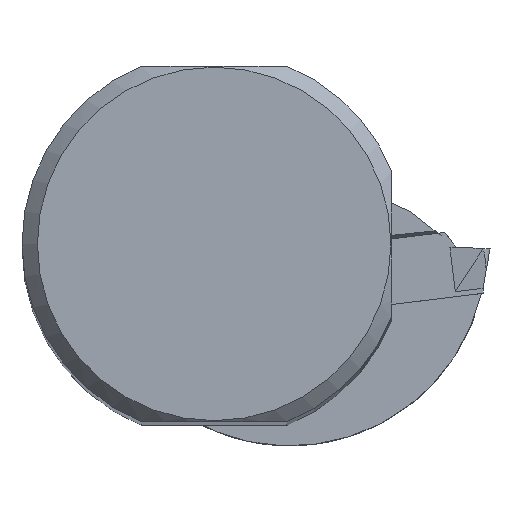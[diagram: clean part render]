
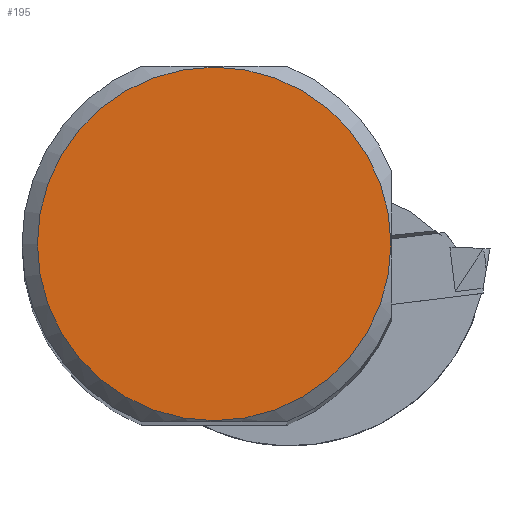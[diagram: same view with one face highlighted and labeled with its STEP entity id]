
A CAD part, top view. The second image highlights one B-rep face of the part: STEP entity #195.
In plain terms, the highlighted planar face has unit normal (0, 0, 1).
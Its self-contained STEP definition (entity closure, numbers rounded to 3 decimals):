
#124=PLANE('',#1432);
#195=ADVANCED_FACE('',(#278),#124,.F.);
#278=FACE_OUTER_BOUND('',#348,.T.);
#348=EDGE_LOOP('',(#708));
#379=CIRCLE('',#1431,18.39);
#708=ORIENTED_EDGE('',*,*,#1027,.T.);
#853=VERTEX_POINT('',#2159);
#1027=EDGE_CURVE('',#853,#853,#379,.T.);
#1431=AXIS2_PLACEMENT_3D('',#2158,#1770,#1771);
#1432=AXIS2_PLACEMENT_3D('',#2160,#1772,#1773);
#1770=DIRECTION('',(0.,0.,1.));
#1771=DIRECTION('',(0.,-1.,0.));
#1772=DIRECTION('',(0.,0.,-1.));
#1773=DIRECTION('',(0.,-1.,0.));
#2158=CARTESIAN_POINT('',(0.,0.,214.));
#2159=CARTESIAN_POINT('',(0.,-18.39,214.));
#2160=CARTESIAN_POINT('',(-19.99,0.,214.));
